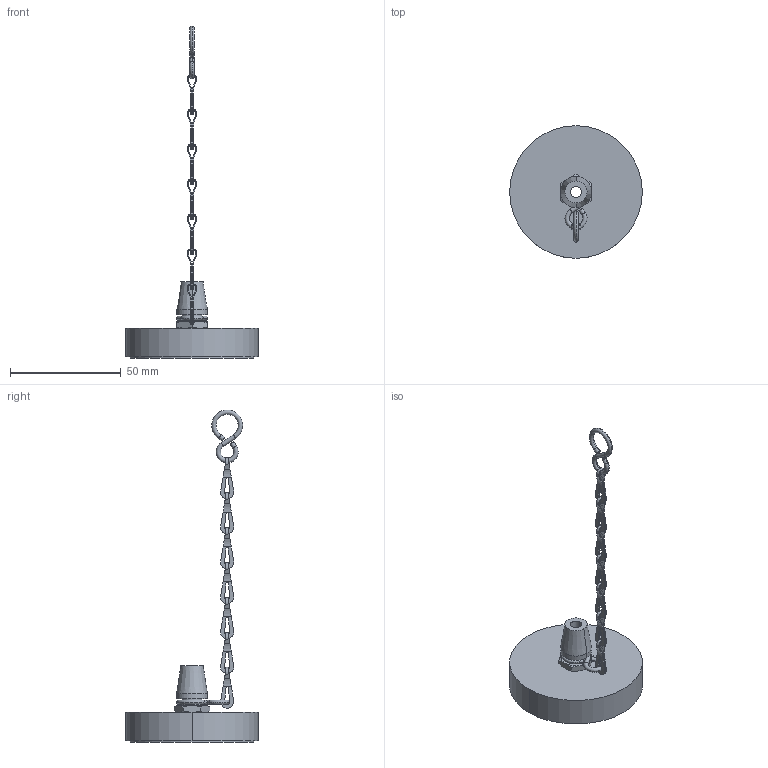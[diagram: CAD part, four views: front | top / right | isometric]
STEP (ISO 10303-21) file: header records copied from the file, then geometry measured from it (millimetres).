
FILE_DESCRIPTION((''),'2;1');
FILE_NAME('49366-00_SW0001','2025-12-12T12:01:29',('julian.egg'),(''),'CREO PARAMETRIC BY PTC INC, 2025323','CREO PARAMETRIC BY PTC INC, 2025323','');
FILE_SCHEMA(('CONFIG_CONTROL_DESIGN'));
Length unit declared in the file: millimetre
Products named in the file (1): 49366-00_SW0001
Bounding box: 60 x 60 x 150.22 mm (x, y, z)
Volume: 40437 mm3; surface area: 12439.2 mm2
Topology: 8 solids, 8 shells, 276 faces, 735 edges, 480 vertices
Faces by surface type: plane 143, cylinder 111, cone 14, torus 8
Entity records: 9050 total; most frequent: CARTESIAN_POINT 2205, ORIENTED_EDGE 1470, DIRECTION 1326, EDGE_CURVE 735, VERTEX_POINT 480, AXIS2_PLACEMENT_3D 465, VECTOR 396, LINE 396
